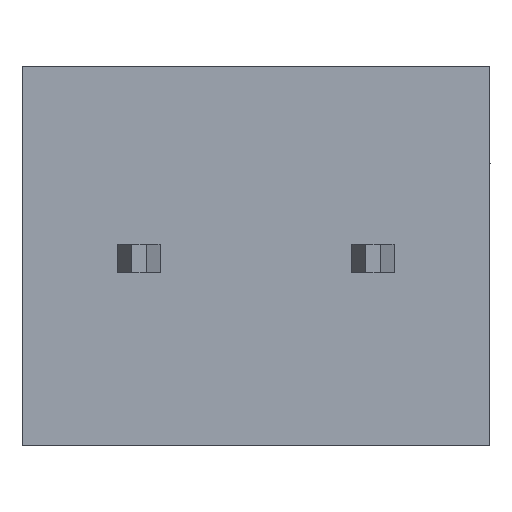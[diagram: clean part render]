
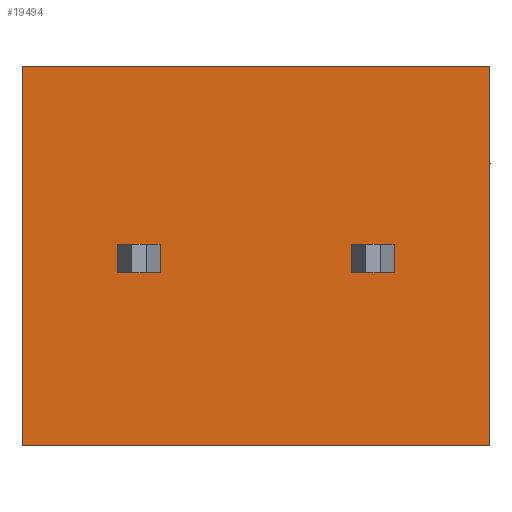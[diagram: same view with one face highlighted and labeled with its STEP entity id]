
A CAD part, front view. The second image highlights one B-rep face of the part: STEP entity #19494.
In plain terms, the highlighted planar face has unit normal (0, -1, 0).
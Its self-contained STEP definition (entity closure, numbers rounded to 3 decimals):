
#272 = CARTESIAN_POINT ( 'NONE',  ( 0.45, 0., 0.3 ) ) ;
#536 = DIRECTION ( 'NONE',  ( -1., 0., 0. ) ) ;
#603 = VERTEX_POINT ( 'NONE', #21913 ) ;
#1069 = DIRECTION ( 'NONE',  ( 0., 0., 1. ) ) ;
#1593 = EDGE_CURVE ( 'NONE', #23178, #15029, #18221, .T. ) ;
#2053 = LINE ( 'NONE', #9549, #15489 ) ;
#2257 = VECTOR ( 'NONE', #536, 1000. ) ;
#3110 = VECTOR ( 'NONE', #3933, 1000. ) ;
#3378 = CARTESIAN_POINT ( 'NONE',  ( -0.45, 0., -0.3 ) ) ;
#3933 = DIRECTION ( 'NONE',  ( 0., 0., -1. ) ) ;
#3988 = EDGE_CURVE ( 'NONE', #7809, #5771, #17094, .T. ) ;
#4029 = DIRECTION ( 'NONE',  ( -1., 0., 0. ) ) ;
#4106 = EDGE_LOOP ( 'NONE', ( #22800, #16219, #23577, #10817 ) ) ;
#4844 = PLANE ( 'NONE',  #7064 ) ;
#4864 = VECTOR ( 'NONE', #21261, 1000. ) ;
#4958 = DIRECTION ( 'NONE',  ( 0., 0., -1. ) ) ;
#5136 = EDGE_CURVE ( 'NONE', #603, #20190, #15720, .T. ) ;
#5597 = DIRECTION ( 'NONE',  ( 1., 0., 0. ) ) ;
#5771 = VERTEX_POINT ( 'NONE', #7518 ) ;
#6009 = EDGE_CURVE ( 'NONE', #5771, #24245, #2053, .T. ) ;
#6078 = DIRECTION ( 'NONE',  ( 1., 0., 0. ) ) ;
#6305 = EDGE_LOOP ( 'NONE', ( #16140, #18248, #21445, #21904 ) ) ;
#6482 = VERTEX_POINT ( 'NONE', #13835 ) ;
#6568 = CARTESIAN_POINT ( 'NONE',  ( -2.5, 0., -4. ) ) ;
#7064 = AXIS2_PLACEMENT_3D ( 'NONE', #21836, #20013, #4958 ) ;
#7518 = CARTESIAN_POINT ( 'NONE',  ( 0.45, 0., 0.3 ) ) ;
#7596 = CARTESIAN_POINT ( 'NONE',  ( 5.45, 0., 0.3 ) ) ;
#7633 = CARTESIAN_POINT ( 'NONE',  ( 4.55, 0., 0.3 ) ) ;
#7809 = VERTEX_POINT ( 'NONE', #16321 ) ;
#8069 = VECTOR ( 'NONE', #23155, 1000. ) ;
#8700 = LINE ( 'NONE', #17894, #19894 ) ;
#8884 = CARTESIAN_POINT ( 'NONE',  ( -0.45, 0., 0.3 ) ) ;
#9294 = LINE ( 'NONE', #20665, #21251 ) ;
#9382 = LINE ( 'NONE', #9746, #15335 ) ;
#9549 = CARTESIAN_POINT ( 'NONE',  ( -0.45, 0., 0.3 ) ) ;
#9746 = CARTESIAN_POINT ( 'NONE',  ( -0.45, 0., -0.3 ) ) ;
#10095 = CARTESIAN_POINT ( 'NONE',  ( -0.45, 0., 0.3 ) ) ;
#10817 = ORIENTED_EDGE ( 'NONE', *, *, #1593, .F. ) ;
#11384 = CARTESIAN_POINT ( 'NONE',  ( 7.5, 0., 4.1 ) ) ;
#11643 = CARTESIAN_POINT ( 'NONE',  ( 4.55, 0., -0.3 ) ) ;
#11701 = ORIENTED_EDGE ( 'NONE', *, *, #17741, .F. ) ;
#11828 = DIRECTION ( 'NONE',  ( 0., 0., -1. ) ) ;
#12538 = VECTOR ( 'NONE', #16402, 1000. ) ;
#13261 = LINE ( 'NONE', #20706, #3110 ) ;
#13324 = LINE ( 'NONE', #19425, #18545 ) ;
#13444 = LINE ( 'NONE', #13575, #4864 ) ;
#13575 = CARTESIAN_POINT ( 'NONE',  ( 4.55, 0., 0.3 ) ) ;
#13835 = CARTESIAN_POINT ( 'NONE',  ( 7.5, 0., -4. ) ) ;
#13874 = ORIENTED_EDGE ( 'NONE', *, *, #18750, .F. ) ;
#13927 = LINE ( 'NONE', #6568, #2257 ) ;
#14046 = VERTEX_POINT ( 'NONE', #3378 ) ;
#14532 = EDGE_CURVE ( 'NONE', #22713, #20643, #8700, .T. ) ;
#14905 = CARTESIAN_POINT ( 'NONE',  ( 4.55, 0., 0.3 ) ) ;
#14932 = DIRECTION ( 'NONE',  ( 0., 0., 1. ) ) ;
#15029 = VERTEX_POINT ( 'NONE', #11643 ) ;
#15075 = VECTOR ( 'NONE', #23062, 1000. ) ;
#15335 = VECTOR ( 'NONE', #5597, 1000. ) ;
#15489 = VECTOR ( 'NONE', #4029, 1000. ) ;
#15720 = LINE ( 'NONE', #19859, #8069 ) ;
#15849 = CARTESIAN_POINT ( 'NONE',  ( -2.5, 0., -4. ) ) ;
#16132 = EDGE_LOOP ( 'NONE', ( #13874, #16405, #19986, #11701 ) ) ;
#16140 = ORIENTED_EDGE ( 'NONE', *, *, #6009, .F. ) ;
#16219 = ORIENTED_EDGE ( 'NONE', *, *, #14532, .F. ) ;
#16233 = FACE_OUTER_BOUND ( 'NONE', #16132, .T. ) ;
#16321 = CARTESIAN_POINT ( 'NONE',  ( 0.45, 0., -0.3 ) ) ;
#16402 = DIRECTION ( 'NONE',  ( 0., 0., -1. ) ) ;
#16405 = ORIENTED_EDGE ( 'NONE', *, *, #5136, .F. ) ;
#17024 = VERTEX_POINT ( 'NONE', #15849 ) ;
#17094 = LINE ( 'NONE', #272, #15075 ) ;
#17741 = EDGE_CURVE ( 'NONE', #6482, #17024, #13927, .T. ) ;
#17894 = CARTESIAN_POINT ( 'NONE',  ( 5.45, 0., 0.3 ) ) ;
#18221 = LINE ( 'NONE', #7633, #12538 ) ;
#18248 = ORIENTED_EDGE ( 'NONE', *, *, #3988, .F. ) ;
#18484 = EDGE_CURVE ( 'NONE', #24245, #14046, #19390, .T. ) ;
#18545 = VECTOR ( 'NONE', #6078, 1000. ) ;
#18750 = EDGE_CURVE ( 'NONE', #20190, #6482, #13261, .T. ) ;
#19390 = LINE ( 'NONE', #10095, #21102 ) ;
#19425 = CARTESIAN_POINT ( 'NONE',  ( 4.55, 0., -0.3 ) ) ;
#19494 = ADVANCED_FACE ( 'NONE', ( #16233, #21611, #23562 ), #4844, .T. ) ;
#19859 = CARTESIAN_POINT ( 'NONE',  ( -2.5, 0., 4.1 ) ) ;
#19870 = CARTESIAN_POINT ( 'NONE',  ( 5.45, 0., -0.3 ) ) ;
#19894 = VECTOR ( 'NONE', #1069, 1000. ) ;
#19986 = ORIENTED_EDGE ( 'NONE', *, *, #23025, .F. ) ;
#20013 = DIRECTION ( 'NONE',  ( 0., -1., 0. ) ) ;
#20190 = VERTEX_POINT ( 'NONE', #11384 ) ;
#20376 = EDGE_CURVE ( 'NONE', #14046, #7809, #9382, .T. ) ;
#20643 = VERTEX_POINT ( 'NONE', #7596 ) ;
#20665 = CARTESIAN_POINT ( 'NONE',  ( -2.5, 0., 4.1 ) ) ;
#20706 = CARTESIAN_POINT ( 'NONE',  ( 7.5, 0., 4.1 ) ) ;
#21102 = VECTOR ( 'NONE', #11828, 1000. ) ;
#21251 = VECTOR ( 'NONE', #14932, 1000. ) ;
#21261 = DIRECTION ( 'NONE',  ( -1., 0., 0. ) ) ;
#21445 = ORIENTED_EDGE ( 'NONE', *, *, #20376, .F. ) ;
#21611 = FACE_BOUND ( 'NONE', #6305, .T. ) ;
#21836 = CARTESIAN_POINT ( 'NONE',  ( 2.5, 0., 0.05 ) ) ;
#21904 = ORIENTED_EDGE ( 'NONE', *, *, #18484, .F. ) ;
#21913 = CARTESIAN_POINT ( 'NONE',  ( -2.5, 0., 4.1 ) ) ;
#22713 = VERTEX_POINT ( 'NONE', #19870 ) ;
#22800 = ORIENTED_EDGE ( 'NONE', *, *, #23303, .F. ) ;
#23025 = EDGE_CURVE ( 'NONE', #17024, #603, #9294, .T. ) ;
#23062 = DIRECTION ( 'NONE',  ( 0., 0., 1. ) ) ;
#23155 = DIRECTION ( 'NONE',  ( 1., 0., 0. ) ) ;
#23178 = VERTEX_POINT ( 'NONE', #14905 ) ;
#23303 = EDGE_CURVE ( 'NONE', #20643, #23178, #13444, .T. ) ;
#23335 = EDGE_CURVE ( 'NONE', #15029, #22713, #13324, .T. ) ;
#23562 = FACE_BOUND ( 'NONE', #4106, .T. ) ;
#23577 = ORIENTED_EDGE ( 'NONE', *, *, #23335, .F. ) ;
#24245 = VERTEX_POINT ( 'NONE', #8884 ) ;
